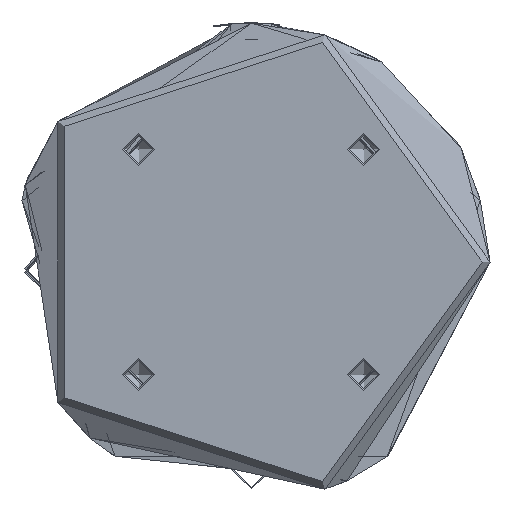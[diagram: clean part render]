
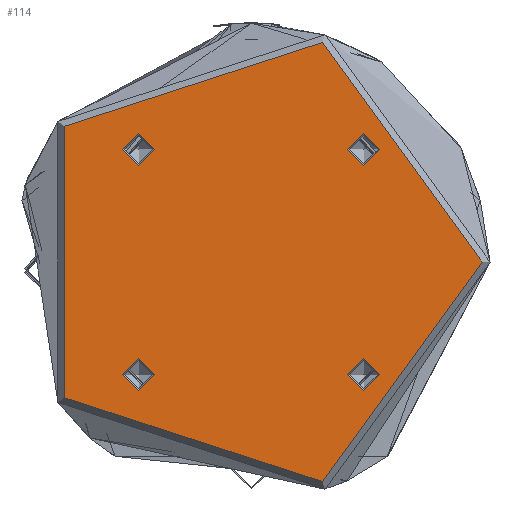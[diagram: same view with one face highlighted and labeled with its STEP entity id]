
A CAD part, front view. The second image highlights one B-rep face of the part: STEP entity #114.
In plain terms, the highlighted face is planar.
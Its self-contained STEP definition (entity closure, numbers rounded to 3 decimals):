
#30 = ORIENTED_EDGE ( 'NONE', *, *, #500, .F. ) ;
#114 = ADVANCED_FACE ( 'NONE', ( #659, #590, #525, #518, #3402 ), #1079, .F. ) ;
#191 = CIRCLE ( 'NONE', #5116, 5.025 ) ;
#402 = EDGE_CURVE ( 'NONE', #2544, #2544, #191, .T. ) ;
#500 = EDGE_CURVE ( 'NONE', #2406, #2406, #5149, .T. ) ;
#518 = FACE_BOUND ( 'NONE', #869, .T. ) ;
#525 = FACE_BOUND ( 'NONE', #5012, .T. ) ;
#550 = EDGE_LOOP ( 'NONE', ( #4067 ) ) ;
#564 = AXIS2_PLACEMENT_3D ( 'NONE', #4134, #3542, #978 ) ;
#590 = FACE_BOUND ( 'NONE', #1698, .T. ) ;
#647 = CARTESIAN_POINT ( 'NONE',  ( 40.38, -35.355, 0. ) ) ;
#659 = FACE_BOUND ( 'NONE', #550, .T. ) ;
#673 = CARTESIAN_POINT ( 'NONE',  ( 35.355, -35.355, 0. ) ) ;
#869 = EDGE_LOOP ( 'NONE', ( #30 ) ) ;
#894 = EDGE_CURVE ( 'NONE', #2336, #2336, #3361, .T. ) ;
#960 = EDGE_CURVE ( 'NONE', #2259, #2259, #2501, .T. ) ;
#978 = DIRECTION ( 'NONE',  ( 1., 0., 0. ) ) ;
#1050 = DIRECTION ( 'NONE',  ( 0., 0., 1. ) ) ;
#1079 = PLANE ( 'NONE',  #2237 ) ;
#1087 = DIRECTION ( 'NONE',  ( 1., 0., 0. ) ) ;
#1176 = DIRECTION ( 'NONE',  ( 0., 0., 1. ) ) ;
#1468 = CIRCLE ( 'NONE', #5057, 5.025 ) ;
#1475 = CARTESIAN_POINT ( 'NONE',  ( 40.38, 35.355, 0. ) ) ;
#1517 = DIRECTION ( 'NONE',  ( 0., 0., 1. ) ) ;
#1629 = EDGE_CURVE ( 'NONE', #1994, #1994, #1468, .T. ) ;
#1698 = EDGE_LOOP ( 'NONE', ( #4239 ) ) ;
#1908 = CARTESIAN_POINT ( 'NONE',  ( -30.33, -35.355, 0. ) ) ;
#1939 = DIRECTION ( 'NONE',  ( -1., 0., 0. ) ) ;
#1994 = VERTEX_POINT ( 'NONE', #647 ) ;
#2080 = ORIENTED_EDGE ( 'NONE', *, *, #960, .T. ) ;
#2237 = AXIS2_PLACEMENT_3D ( 'NONE', #4073, #4516, #1939 ) ;
#2259 = VERTEX_POINT ( 'NONE', #2345 ) ;
#2336 = VERTEX_POINT ( 'NONE', #4906 ) ;
#2345 = CARTESIAN_POINT ( 'NONE',  ( 72.5, 0., 0. ) ) ;
#2394 = AXIS2_PLACEMENT_3D ( 'NONE', #4078, #1517, #4524 ) ;
#2406 = VERTEX_POINT ( 'NONE', #1908 ) ;
#2501 = CIRCLE ( 'NONE', #564, 72.5 ) ;
#2544 = VERTEX_POINT ( 'NONE', #1475 ) ;
#3194 = EDGE_LOOP ( 'NONE', ( #2080 ) ) ;
#3361 = CIRCLE ( 'NONE', #2394, 5.025 ) ;
#3402 = FACE_OUTER_BOUND ( 'NONE', #3194, .T. ) ;
#3542 = DIRECTION ( 'NONE',  ( 0., 0., 1. ) ) ;
#3611 = CARTESIAN_POINT ( 'NONE',  ( 35.355, 35.355, 0. ) ) ;
#3654 = DIRECTION ( 'NONE',  ( 0., 0., 1. ) ) ;
#3745 = CARTESIAN_POINT ( 'NONE',  ( -35.355, -35.355, 0. ) ) ;
#3851 = AXIS2_PLACEMENT_3D ( 'NONE', #3745, #1176, #4179 ) ;
#4046 = DIRECTION ( 'NONE',  ( 1., 0., 0. ) ) ;
#4067 = ORIENTED_EDGE ( 'NONE', *, *, #894, .F. ) ;
#4073 = CARTESIAN_POINT ( 'NONE',  ( 0., 0., 0. ) ) ;
#4078 = CARTESIAN_POINT ( 'NONE',  ( -35.355, 35.355, 0. ) ) ;
#4134 = CARTESIAN_POINT ( 'NONE',  ( 0., 0., 0. ) ) ;
#4179 = DIRECTION ( 'NONE',  ( 1., 0., 0. ) ) ;
#4239 = ORIENTED_EDGE ( 'NONE', *, *, #402, .F. ) ;
#4516 = DIRECTION ( 'NONE',  ( 0., 0., -1. ) ) ;
#4524 = DIRECTION ( 'NONE',  ( 1., 0., 0. ) ) ;
#4906 = CARTESIAN_POINT ( 'NONE',  ( -30.33, 35.355, 0. ) ) ;
#5012 = EDGE_LOOP ( 'NONE', ( #5233 ) ) ;
#5057 = AXIS2_PLACEMENT_3D ( 'NONE', #673, #3654, #1087 ) ;
#5116 = AXIS2_PLACEMENT_3D ( 'NONE', #3611, #1050, #4046 ) ;
#5149 = CIRCLE ( 'NONE', #3851, 5.025 ) ;
#5233 = ORIENTED_EDGE ( 'NONE', *, *, #1629, .F. ) ;
